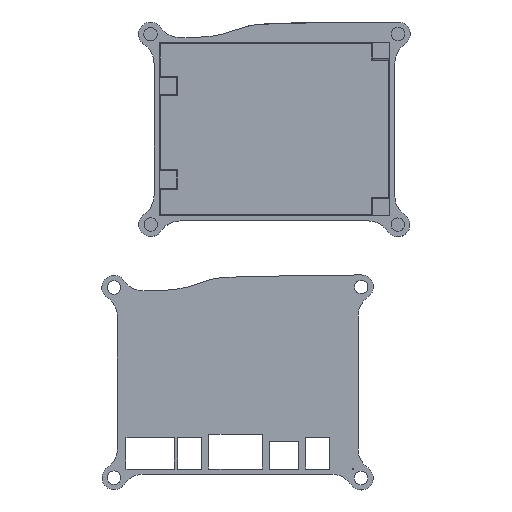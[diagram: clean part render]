
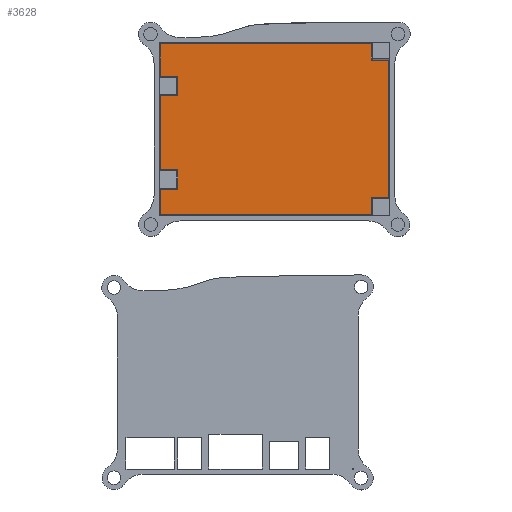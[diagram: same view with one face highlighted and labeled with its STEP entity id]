
A CAD part, top view. The second image highlights one B-rep face of the part: STEP entity #3628.
In plain terms, the highlighted planar face has unit normal (0, 0, 1).
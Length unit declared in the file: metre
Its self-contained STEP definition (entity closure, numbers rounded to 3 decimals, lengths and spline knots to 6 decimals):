
#338=ORIENTED_EDGE('',*,*,#1402,.T.);
#339=ORIENTED_EDGE('',*,*,#1403,.T.);
#340=ORIENTED_EDGE('',*,*,#1404,.T.);
#341=ORIENTED_EDGE('',*,*,#1405,.T.);
#342=ORIENTED_EDGE('',*,*,#1406,.T.);
#343=ORIENTED_EDGE('',*,*,#1407,.T.);
#344=ORIENTED_EDGE('',*,*,#1408,.T.);
#345=ORIENTED_EDGE('',*,*,#1409,.T.);
#346=ORIENTED_EDGE('',*,*,#1410,.T.);
#347=ORIENTED_EDGE('',*,*,#1411,.T.);
#348=ORIENTED_EDGE('',*,*,#1412,.T.);
#349=ORIENTED_EDGE('',*,*,#1413,.F.);
#350=ORIENTED_EDGE('',*,*,#1414,.F.);
#351=ORIENTED_EDGE('',*,*,#1415,.F.);
#352=ORIENTED_EDGE('',*,*,#1416,.T.);
#353=ORIENTED_EDGE('',*,*,#1417,.T.);
#354=ORIENTED_EDGE('',*,*,#1418,.T.);
#355=ORIENTED_EDGE('',*,*,#1419,.F.);
#356=ORIENTED_EDGE('',*,*,#1420,.T.);
#357=ORIENTED_EDGE('',*,*,#1421,.T.);
#1402=EDGE_CURVE('',#1934,#1935,#2277,.T.);
#1403=EDGE_CURVE('',#1935,#1936,#2278,.T.);
#1404=EDGE_CURVE('',#1936,#1937,#2279,.T.);
#1405=EDGE_CURVE('',#1937,#1938,#2280,.F.);
#1406=EDGE_CURVE('',#1938,#1939,#2281,.T.);
#1407=EDGE_CURVE('',#1939,#1940,#2282,.F.);
#1408=EDGE_CURVE('',#1940,#1941,#2283,.F.);
#1409=EDGE_CURVE('',#1941,#1942,#2284,.T.);
#1410=EDGE_CURVE('',#1942,#1943,#2285,.T.);
#1411=EDGE_CURVE('',#1943,#1944,#2286,.F.);
#1412=EDGE_CURVE('',#1944,#1945,#2287,.T.);
#1413=EDGE_CURVE('',#1946,#1945,#2288,.T.);
#1414=EDGE_CURVE('',#1826,#1946,#2289,.T.);
#1415=EDGE_CURVE('',#1947,#1826,#2290,.T.);
#1416=EDGE_CURVE('',#1947,#1948,#2291,.F.);
#1417=EDGE_CURVE('',#1948,#1949,#2292,.T.);
#1418=EDGE_CURVE('',#1949,#1950,#2293,.F.);
#1419=EDGE_CURVE('',#1951,#1950,#2294,.T.);
#1420=EDGE_CURVE('',#1951,#1952,#2295,.T.);
#1421=EDGE_CURVE('',#1952,#1934,#2296,.T.);
#1826=VERTEX_POINT('',#5227);
#1934=VERTEX_POINT('',#5449);
#1935=VERTEX_POINT('',#5450);
#1936=VERTEX_POINT('',#5452);
#1937=VERTEX_POINT('',#5454);
#1938=VERTEX_POINT('',#5456);
#1939=VERTEX_POINT('',#5458);
#1940=VERTEX_POINT('',#5460);
#1941=VERTEX_POINT('',#5462);
#1942=VERTEX_POINT('',#5464);
#1943=VERTEX_POINT('',#5466);
#1944=VERTEX_POINT('',#5468);
#1945=VERTEX_POINT('',#5470);
#1946=VERTEX_POINT('',#5472);
#1947=VERTEX_POINT('',#5475);
#1948=VERTEX_POINT('',#5477);
#1949=VERTEX_POINT('',#5479);
#1950=VERTEX_POINT('',#5481);
#1951=VERTEX_POINT('',#5483);
#1952=VERTEX_POINT('',#5485);
#2277=LINE('',#5448,#2688);
#2278=LINE('',#5451,#2689);
#2279=LINE('',#5453,#2690);
#2280=LINE('',#5455,#2691);
#2281=LINE('',#5457,#2692);
#2282=LINE('',#5459,#2693);
#2283=LINE('',#5461,#2694);
#2284=LINE('',#5463,#2695);
#2285=LINE('',#5465,#2696);
#2286=LINE('',#5467,#2697);
#2287=LINE('',#5469,#2698);
#2288=LINE('',#5471,#2699);
#2289=LINE('',#5473,#2700);
#2290=LINE('',#5474,#2701);
#2291=LINE('',#5476,#2702);
#2292=LINE('',#5478,#2703);
#2293=LINE('',#5480,#2704);
#2294=LINE('',#5482,#2705);
#2295=LINE('',#5484,#2706);
#2296=LINE('',#5486,#2707);
#2688=VECTOR('',#4310,1.);
#2689=VECTOR('',#4311,1.);
#2690=VECTOR('',#4312,1.);
#2691=VECTOR('',#4313,1.);
#2692=VECTOR('',#4314,1.);
#2693=VECTOR('',#4315,1.);
#2694=VECTOR('',#4316,1.);
#2695=VECTOR('',#4317,1.);
#2696=VECTOR('',#4318,1.);
#2697=VECTOR('',#4319,1.);
#2698=VECTOR('',#4320,1.);
#2699=VECTOR('',#4321,1.);
#2700=VECTOR('',#4322,1.);
#2701=VECTOR('',#4323,1.);
#2702=VECTOR('',#4324,1.);
#2703=VECTOR('',#4325,1.);
#2704=VECTOR('',#4326,1.);
#2705=VECTOR('',#4327,1.);
#2706=VECTOR('',#4328,1.);
#2707=VECTOR('',#4329,1.);
#2996=EDGE_LOOP('',(#338,#339,#340,#341,#342,#343,#344,#345,#346,#347,#348,
#349,#350,#351,#352,#353,#354,#355,#356,#357));
#3256=FACE_BOUND('',#2996,.T.);
#3494=PLANE('',#3859);
#3628=ADVANCED_FACE('',(#3256),#3494,.T.);
#3859=AXIS2_PLACEMENT_3D('',#5447,#4308,#4309);
#4308=DIRECTION('',(0.,0.,1.));
#4309=DIRECTION('',(1.,0.,0.));
#4310=DIRECTION('',(0.,-1.,0.));
#4311=DIRECTION('',(1.,0.,0.));
#4312=DIRECTION('',(0.,-1.,0.));
#4313=DIRECTION('',(1.,0.,0.));
#4314=DIRECTION('',(0.,-1.,0.));
#4315=DIRECTION('',(-1.,0.,0.));
#4316=DIRECTION('',(0.,1.,0.));
#4317=DIRECTION('',(-1.,0.,0.));
#4318=DIRECTION('',(0.,-1.,0.));
#4319=DIRECTION('',(-1.,0.,0.));
#4320=DIRECTION('',(0.,-1.,0.));
#4321=DIRECTION('',(-1.,0.,0.));
#4322=DIRECTION('',(-0.736,-0.677,0.));
#4323=DIRECTION('',(1.,0.,0.));
#4324=DIRECTION('',(0.,-1.,0.));
#4325=DIRECTION('',(1.,0.,0.));
#4326=DIRECTION('',(0.,-1.,0.));
#4327=DIRECTION('',(1.,0.,0.));
#4328=DIRECTION('',(0.,1.,0.));
#4329=DIRECTION('',(-1.,0.,0.));
#5227=CARTESIAN_POINT('',(0.039804,0.007634,0.0015));
#5447=CARTESIAN_POINT('',(0.00643,0.032642,0.0015));
#5448=CARTESIAN_POINT('',(-0.026596,0.032642,0.0015));
#5449=CARTESIAN_POINT('',(-0.026596,0.057434,0.0015));
#5450=CARTESIAN_POINT('',(-0.026596,0.048034,0.0015));
#5451=CARTESIAN_POINT('',(-0.021896,0.048034,0.0015));
#5452=CARTESIAN_POINT('',(-0.021596,0.048034,0.0015));
#5453=CARTESIAN_POINT('',(-0.021596,0.042734,0.0015));
#5454=CARTESIAN_POINT('',(-0.021596,0.042434,0.0015));
#5455=CARTESIAN_POINT('',(0.00643,0.042434,0.0015));
#5456=CARTESIAN_POINT('',(-0.026596,0.042434,0.0015));
#5457=CARTESIAN_POINT('',(-0.026596,0.032642,0.0015));
#5458=CARTESIAN_POINT('',(-0.026596,0.020934,0.0015));
#5459=CARTESIAN_POINT('',(-0.021896,0.020934,0.0015));
#5460=CARTESIAN_POINT('',(-0.021596,0.020934,0.0015));
#5461=CARTESIAN_POINT('',(-0.021596,0.015634,0.0015));
#5462=CARTESIAN_POINT('',(-0.021596,0.015334,0.0015));
#5463=CARTESIAN_POINT('',(0.00643,0.015334,0.0015));
#5464=CARTESIAN_POINT('',(-0.026596,0.015334,0.0015));
#5465=CARTESIAN_POINT('',(-0.026596,0.032642,0.0015));
#5466=CARTESIAN_POINT('',(-0.026596,0.007929,0.0015));
#5467=CARTESIAN_POINT('',(0.039798,0.007929,0.0015));
#5468=CARTESIAN_POINT('',(0.034398,0.007929,0.0015));
#5469=CARTESIAN_POINT('',(0.034398,0.032642,0.0015));
#5470=CARTESIAN_POINT('',(0.034398,0.007629,0.0015));
#5471=CARTESIAN_POINT('',(0.00643,0.007629,0.0015));
#5472=CARTESIAN_POINT('',(0.039798,0.007629,0.0015));
#5473=CARTESIAN_POINT('',(0.039801,0.007632,0.0015));
#5474=CARTESIAN_POINT('',(0.00643,0.007634,0.0015));
#5475=CARTESIAN_POINT('',(0.034504,0.007634,0.0015));
#5476=CARTESIAN_POINT('',(0.034504,0.012634,0.0015));
#5477=CARTESIAN_POINT('',(0.034504,0.012934,0.0015));
#5478=CARTESIAN_POINT('',(0.00643,0.012934,0.0015));
#5479=CARTESIAN_POINT('',(0.039504,0.012934,0.0015));
#5480=CARTESIAN_POINT('',(0.039504,0.052734,0.0015));
#5481=CARTESIAN_POINT('',(0.039504,0.052734,0.0015));
#5482=CARTESIAN_POINT('',(0.00643,0.052734,0.0015));
#5483=CARTESIAN_POINT('',(0.034504,0.052734,0.0015));
#5484=CARTESIAN_POINT('',(0.034504,0.032642,0.0015));
#5485=CARTESIAN_POINT('',(0.034504,0.057434,0.0015));
#5486=CARTESIAN_POINT('',(0.00643,0.057434,0.0015));
